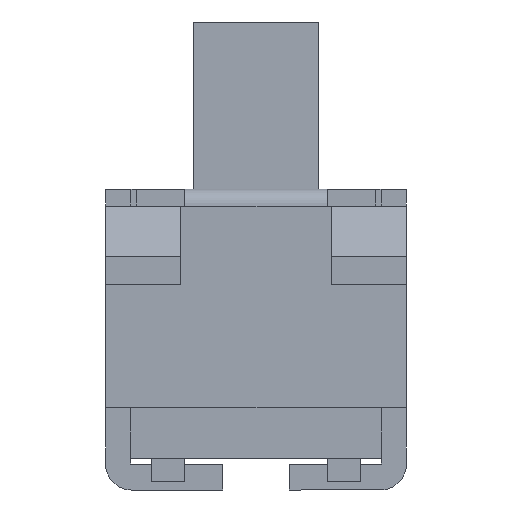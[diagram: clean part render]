
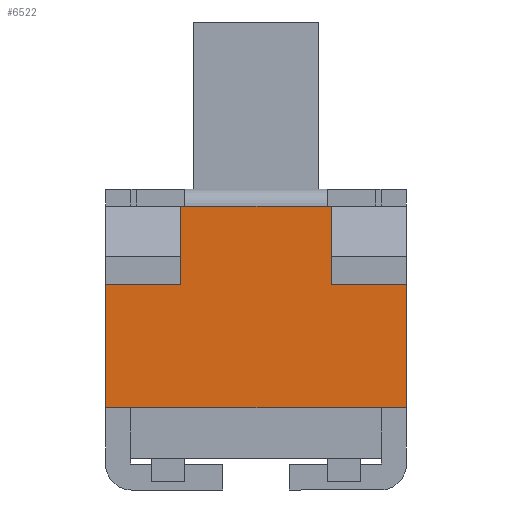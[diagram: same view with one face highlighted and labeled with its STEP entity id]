
A CAD part, left-side view. The second image highlights one B-rep face of the part: STEP entity #6522.
In plain terms, the highlighted planar face has unit normal (-1, 0, 0).
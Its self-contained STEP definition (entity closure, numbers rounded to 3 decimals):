
#292 = EDGE_CURVE('',#293,#295,#297,.T.);
#293 = VERTEX_POINT('',#294);
#294 = CARTESIAN_POINT('',(-4.25,-1.8,2.461));
#295 = VERTEX_POINT('',#296);
#296 = CARTESIAN_POINT('',(-4.25,-0.9,2.461));
#297 = LINE('',#298,#299);
#298 = CARTESIAN_POINT('',(-4.25,-1.8,2.461));
#299 = VECTOR('',#300,1.);
#300 = DIRECTION('',(0.,1.,0.));
#563 = EDGE_CURVE('',#564,#566,#568,.T.);
#564 = VERTEX_POINT('',#565);
#565 = CARTESIAN_POINT('',(-4.25,1.8,0.984));
#566 = VERTEX_POINT('',#567);
#567 = CARTESIAN_POINT('',(-4.25,1.8,2.461));
#568 = LINE('',#569,#570);
#569 = CARTESIAN_POINT('',(-4.25,1.8,0.984));
#570 = VECTOR('',#571,1.);
#571 = DIRECTION('',(0.,0.,1.));
#1353 = VERTEX_POINT('',#1354);
#1354 = CARTESIAN_POINT('',(-4.25,-1.8,0.984));
#1360 = EDGE_CURVE('',#564,#1353,#1361,.T.);
#1361 = LINE('',#1362,#1363);
#1362 = CARTESIAN_POINT('',(-4.25,1.8,0.984));
#1363 = VECTOR('',#1364,1.);
#1364 = DIRECTION('',(0.,-1.,0.));
#3765 = EDGE_CURVE('',#1353,#293,#3766,.T.);
#3766 = LINE('',#3767,#3768);
#3767 = CARTESIAN_POINT('',(-4.25,-1.8,0.984));
#3768 = VECTOR('',#3769,1.);
#3769 = DIRECTION('',(0.,0.,1.));
#6349 = VERTEX_POINT('',#6350);
#6350 = CARTESIAN_POINT('',(-4.25,0.9,3.397));
#6411 = VERTEX_POINT('',#6412);
#6412 = CARTESIAN_POINT('',(-4.25,0.9,2.461));
#6418 = EDGE_CURVE('',#6349,#6411,#6419,.T.);
#6419 = LINE('',#6420,#6421);
#6420 = CARTESIAN_POINT('',(-4.25,0.9,3.397));
#6421 = VECTOR('',#6422,1.);
#6422 = DIRECTION('',(0.,0.,-1.));
#6449 = VERTEX_POINT('',#6450);
#6450 = CARTESIAN_POINT('',(-4.25,-0.9,3.397));
#6470 = EDGE_CURVE('',#6449,#295,#6471,.T.);
#6471 = LINE('',#6472,#6473);
#6472 = CARTESIAN_POINT('',(-4.25,-0.9,3.397));
#6473 = VECTOR('',#6474,1.);
#6474 = DIRECTION('',(0.,0.,-1.));
#6522 = ADVANCED_FACE('',(#6523),#6543,.T.);
#6523 = FACE_BOUND('',#6524,.T.);
#6524 = EDGE_LOOP('',(#6525,#6526,#6527,#6528,#6529,#6530,#6536,#6537));
#6525 = ORIENTED_EDGE('',*,*,#563,.F.);
#6526 = ORIENTED_EDGE('',*,*,#1360,.T.);
#6527 = ORIENTED_EDGE('',*,*,#3765,.T.);
#6528 = ORIENTED_EDGE('',*,*,#292,.T.);
#6529 = ORIENTED_EDGE('',*,*,#6470,.F.);
#6530 = ORIENTED_EDGE('',*,*,#6531,.T.);
#6531 = EDGE_CURVE('',#6449,#6349,#6532,.T.);
#6532 = LINE('',#6533,#6534);
#6533 = CARTESIAN_POINT('',(-4.25,-0.9,3.397));
#6534 = VECTOR('',#6535,1.);
#6535 = DIRECTION('',(0.,1.,0.));
#6536 = ORIENTED_EDGE('',*,*,#6418,.T.);
#6537 = ORIENTED_EDGE('',*,*,#6538,.T.);
#6538 = EDGE_CURVE('',#6411,#566,#6539,.T.);
#6539 = LINE('',#6540,#6541);
#6540 = CARTESIAN_POINT('',(-4.25,0.9,2.461));
#6541 = VECTOR('',#6542,1.);
#6542 = DIRECTION('',(0.,1.,0.));
#6543 = PLANE('',#6544);
#6544 = AXIS2_PLACEMENT_3D('',#6545,#6546,#6547);
#6545 = CARTESIAN_POINT('',(-4.25,1.8,0.38));
#6546 = DIRECTION('',(-1.,0.,0.));
#6547 = DIRECTION('',(0.,-1.,0.));
